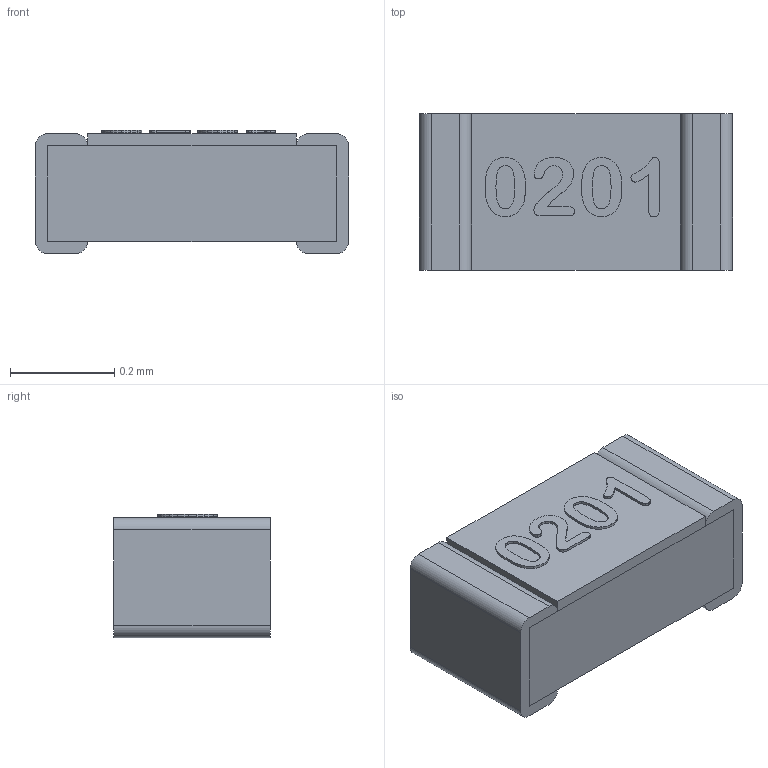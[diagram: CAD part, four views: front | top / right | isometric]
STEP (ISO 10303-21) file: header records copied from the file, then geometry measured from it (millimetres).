
FILE_DESCRIPTION(('FreeCAD Model'),'2;1');
FILE_NAME('Open CASCADE Shape Model','2024-01-20T17:53:10',(''),(''), 'Open CASCADE STEP processor 7.6','FreeCAD','Unknown');
FILE_SCHEMA(('AUTOMOTIVE_DESIGN { 1 0 10303 214 1 1 1 1 }'));
Length unit declared in the file: millimetre
Products named in the file (1): Fusion
Bounding box: 0.6 x 0.3 x 0.24 mm (x, y, z)
Volume: 0 mm3; surface area: 0.8 mm2
Topology: 5 solids, 5 shells, 141 faces, 389 edges, 258 vertices
Faces by surface type: extrusion 103, plane 30, cylinder 8
Entity records: 4856 total; most frequent: CARTESIAN_POINT 1407, ORIENTED_EDGE 778, EDGE_CURVE 389, DIRECTION 380, B_SPLINE_CURVE_WITH_KNOTS 309, VECTOR 270, VERTEX_POINT 258, LINE 167
